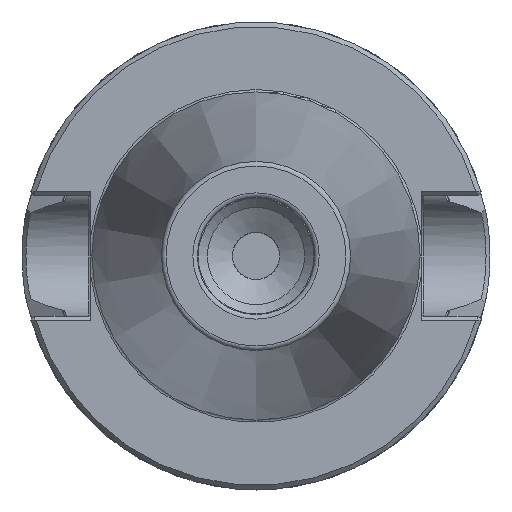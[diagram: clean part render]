
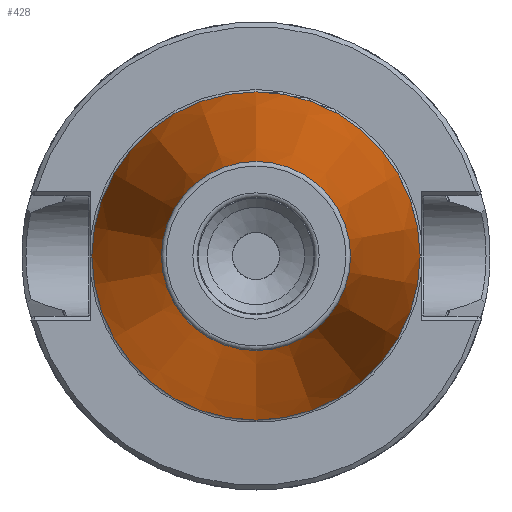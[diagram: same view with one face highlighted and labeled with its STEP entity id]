
A CAD part, left-side view. The second image highlights one B-rep face of the part: STEP entity #428.
In plain terms, the highlighted conical face has half-angle 8.297 degrees and reference radius 20.204 mm.
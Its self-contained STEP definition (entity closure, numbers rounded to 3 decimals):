
#428 = ADVANCED_FACE( '', ( #977, #978 ), #979, .T. );
#977 = FACE_OUTER_BOUND( '', #1683, .T. );
#978 = FACE_BOUND( '', #1684, .T. );
#979 = CONICAL_SURFACE( '', #1685, 20.204, 0.145 );
#1683 = EDGE_LOOP( '', ( #2916 ) );
#1684 = EDGE_LOOP( '', ( #2917 ) );
#1685 = AXIS2_PLACEMENT_3D( '', #2918, #2919, #2920 );
#2916 = ORIENTED_EDGE( '', *, *, #3995, .T. );
#2917 = ORIENTED_EDGE( '', *, *, #4280, .F. );
#2918 = CARTESIAN_POINT( '', ( -100.944, 0., 0. ) );
#2919 = DIRECTION( '', ( 1., 0., 0. ) );
#2920 = DIRECTION( '', ( 0., 0., -1. ) );
#3995 = EDGE_CURVE( '', #4749, #4749, #4750, .T. );
#4280 = EDGE_CURVE( '', #5189, #5189, #5190, .T. );
#4749 = VERTEX_POINT( '', #5863 );
#4750 = CIRCLE( '', #5864, 35.065 );
#5189 = VERTEX_POINT( '', #6661 );
#5190 = CIRCLE( '', #6662, 20.204 );
#5863 = CARTESIAN_POINT( '', ( 0.963, 0., 35.065 ) );
#5864 = AXIS2_PLACEMENT_3D( '', #7580, #7581, #7582 );
#6661 = CARTESIAN_POINT( '', ( -100.944, 0., 20.204 ) );
#6662 = AXIS2_PLACEMENT_3D( '', #7867, #7868, #7869 );
#7580 = CARTESIAN_POINT( '', ( 0.963, 0., 0. ) );
#7581 = DIRECTION( '', ( -1., 0., 0. ) );
#7582 = DIRECTION( '', ( 0., 0., 1. ) );
#7867 = CARTESIAN_POINT( '', ( -100.944, 0., 0. ) );
#7868 = DIRECTION( '', ( -1., 0., 0. ) );
#7869 = DIRECTION( '', ( 0., 0., 1. ) );
